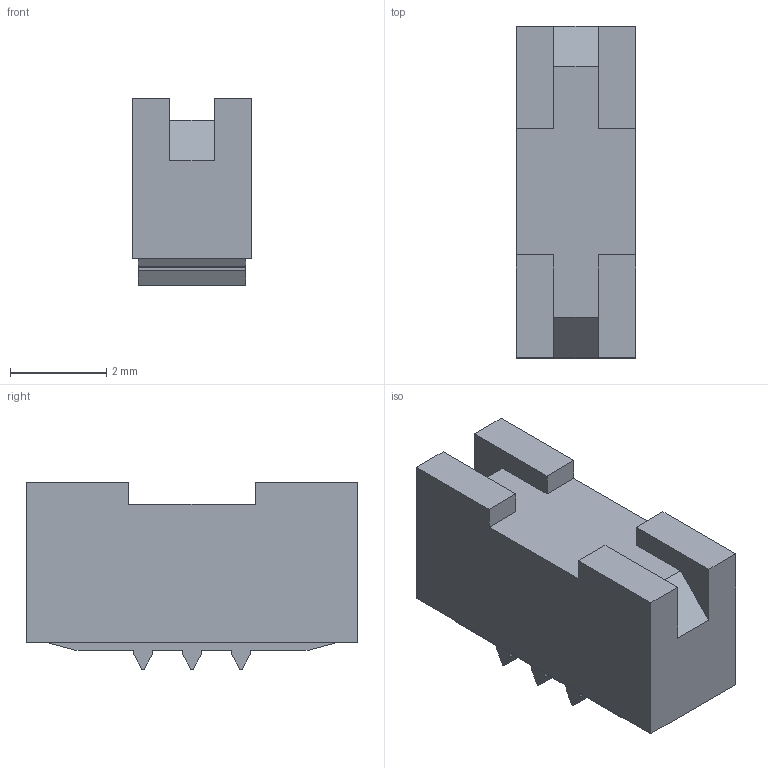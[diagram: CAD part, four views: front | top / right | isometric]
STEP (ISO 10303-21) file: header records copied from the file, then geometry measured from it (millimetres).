
FILE_DESCRIPTION (( 'STEP AP214' ), '1' );
FILE_NAME ('408-240-338.STEP', '2020-08-21T19:51:25', ( '' ), ( '' ), 'SwSTEP 2.0', 'SolidWorks 2020', '' );
FILE_SCHEMA (( 'AUTOMOTIVE_DESIGN' ));
Length unit declared in the file: inch
Products named in the file (1): 408-240-338
Bounding box: 2.49 x 6.88 x 3.89 mm (x, y, z)
Volume: 54.1 mm3; surface area: 105.2 mm2
Topology: 1 solids, 1 shells, 49 faces, 138 edges, 92 vertices
Faces by surface type: plane 40, cylinder 9
Entity records: 1610 total; most frequent: CARTESIAN_POINT 280, ORIENTED_EDGE 276, DIRECTION 256, EDGE_CURVE 138, VECTOR 120, LINE 120, VERTEX_POINT 92, AXIS2_PLACEMENT_3D 68
